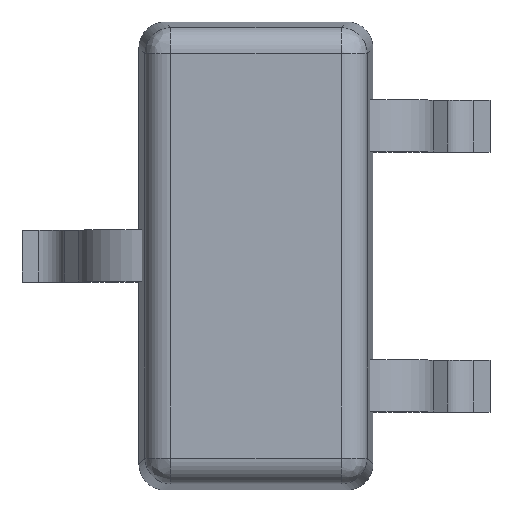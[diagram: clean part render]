
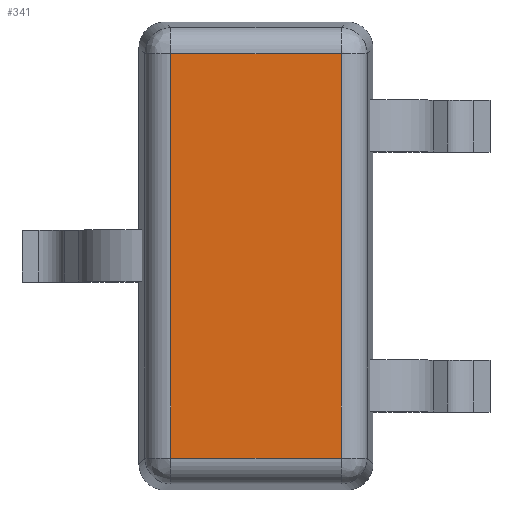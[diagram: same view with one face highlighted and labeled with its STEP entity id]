
A CAD part, top view. The second image highlights one B-rep face of the part: STEP entity #341.
In plain terms, the highlighted planar face has unit normal (0, 0, 1).
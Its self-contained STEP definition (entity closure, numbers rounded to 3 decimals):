
#341 = ADVANCED_FACE('',(#342),#376,.T.);
#342 = FACE_BOUND('',#343,.T.);
#343 = EDGE_LOOP('',(#344,#354,#362,#370));
#344 = ORIENTED_EDGE('',*,*,#345,.T.);
#345 = EDGE_CURVE('',#346,#348,#350,.T.);
#346 = VERTEX_POINT('',#347);
#347 = CARTESIAN_POINT('',(0.343,-0.748,0.959));
#348 = VERTEX_POINT('',#349);
#349 = CARTESIAN_POINT('',(0.343,0.808,0.959));
#350 = LINE('',#351,#352);
#351 = CARTESIAN_POINT('',(0.343,-0.748,0.959));
#352 = VECTOR('',#353,1.);
#353 = DIRECTION('',(0.,1.,0.));
#354 = ORIENTED_EDGE('',*,*,#355,.T.);
#355 = EDGE_CURVE('',#348,#356,#358,.T.);
#356 = VERTEX_POINT('',#357);
#357 = CARTESIAN_POINT('',(-0.313,0.808,0.959));
#358 = LINE('',#359,#360);
#359 = CARTESIAN_POINT('',(0.343,0.808,0.959));
#360 = VECTOR('',#361,1.);
#361 = DIRECTION('',(-1.,0.,0.));
#362 = ORIENTED_EDGE('',*,*,#363,.T.);
#363 = EDGE_CURVE('',#356,#364,#366,.T.);
#364 = VERTEX_POINT('',#365);
#365 = CARTESIAN_POINT('',(-0.313,-0.748,0.959));
#366 = LINE('',#367,#368);
#367 = CARTESIAN_POINT('',(-0.313,0.808,0.959));
#368 = VECTOR('',#369,1.);
#369 = DIRECTION('',(0.,-1.,0.));
#370 = ORIENTED_EDGE('',*,*,#371,.T.);
#371 = EDGE_CURVE('',#364,#346,#372,.T.);
#372 = LINE('',#373,#374);
#373 = CARTESIAN_POINT('',(-0.313,-0.748,0.959));
#374 = VECTOR('',#375,1.);
#375 = DIRECTION('',(1.,0.,0.));
#376 = PLANE('',#377);
#377 = AXIS2_PLACEMENT_3D('',#378,#379,#380);
#378 = CARTESIAN_POINT('',(0.865,-0.47,0.959));
#379 = DIRECTION('',(0.,0.,1.));
#380 = DIRECTION('',(0.,1.,0.));
